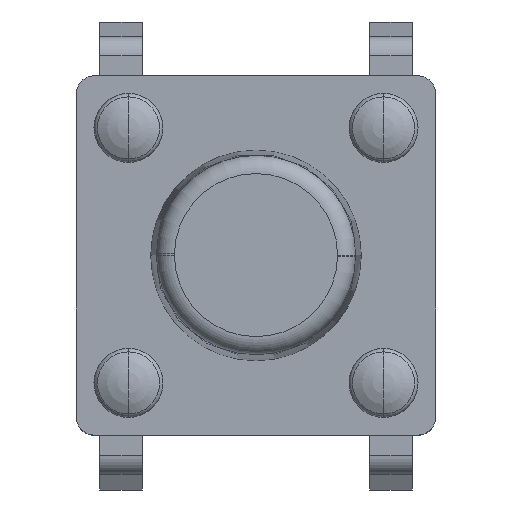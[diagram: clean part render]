
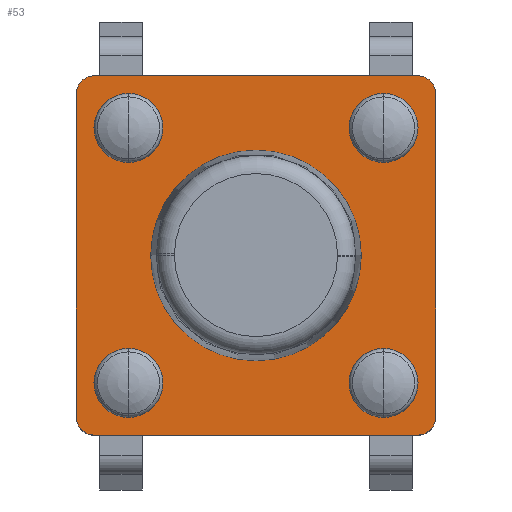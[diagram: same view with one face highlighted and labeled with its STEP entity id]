
A CAD part, top view. The second image highlights one B-rep face of the part: STEP entity #53.
In plain terms, the highlighted planar face has unit normal (0, 0, 1).
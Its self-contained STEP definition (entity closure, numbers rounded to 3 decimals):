
#53=ADVANCED_FACE('',(#162,#163,#164,#165,#166,#167),#168,.F.);
#162=FACE_OUTER_BOUND('',#373,.T.);
#163=FACE_BOUND('',#374,.T.);
#164=FACE_BOUND('',#375,.T.);
#165=FACE_BOUND('',#376,.T.);
#166=FACE_BOUND('',#377,.T.);
#167=FACE_BOUND('',#378,.T.);
#168=PLANE('',#379);
#373=EDGE_LOOP('',(#621,#622,#623,#624,#625,#626,#627,#628));
#374=EDGE_LOOP('',(#629,#630));
#375=EDGE_LOOP('',(#631,#632));
#376=EDGE_LOOP('',(#633,#634));
#377=EDGE_LOOP('',(#635,#636));
#378=EDGE_LOOP('',(#637,#638));
#379=AXIS2_PLACEMENT_3D('',#639,#640,#641);
#621=ORIENTED_EDGE('',*,*,#1417,.F.);
#622=ORIENTED_EDGE('',*,*,#1418,.T.);
#623=ORIENTED_EDGE('',*,*,#1419,.F.);
#624=ORIENTED_EDGE('',*,*,#1420,.T.);
#625=ORIENTED_EDGE('',*,*,#1421,.F.);
#626=ORIENTED_EDGE('',*,*,#1422,.T.);
#627=ORIENTED_EDGE('',*,*,#1423,.F.);
#628=ORIENTED_EDGE('',*,*,#1424,.T.);
#629=ORIENTED_EDGE('',*,*,#1416,.T.);
#630=ORIENTED_EDGE('',*,*,#1414,.T.);
#631=ORIENTED_EDGE('',*,*,#1425,.F.);
#632=ORIENTED_EDGE('',*,*,#1426,.F.);
#633=ORIENTED_EDGE('',*,*,#1427,.T.);
#634=ORIENTED_EDGE('',*,*,#1428,.T.);
#635=ORIENTED_EDGE('',*,*,#1429,.F.);
#636=ORIENTED_EDGE('',*,*,#1430,.F.);
#637=ORIENTED_EDGE('',*,*,#1431,.T.);
#638=ORIENTED_EDGE('',*,*,#1432,.T.);
#639=CARTESIAN_POINT('',(0.0,0.0,-3.4));
#640=DIRECTION('',(0.0,0.0,-1.0));
#641=DIRECTION('',(0.0,-1.0,0.0));
#1414=EDGE_CURVE('',#1687,#1685,#1688,.T.);
#1416=EDGE_CURVE('',#1685,#1687,#1690,.T.);
#1417=EDGE_CURVE('',#1691,#1692,#1693,.T.);
#1418=EDGE_CURVE('',#1691,#1694,#1695,.T.);
#1419=EDGE_CURVE('',#1696,#1694,#1697,.T.);
#1420=EDGE_CURVE('',#1696,#1698,#1699,.T.);
#1421=EDGE_CURVE('',#1700,#1698,#1701,.T.);
#1422=EDGE_CURVE('',#1700,#1702,#1703,.T.);
#1423=EDGE_CURVE('',#1704,#1702,#1705,.T.);
#1424=EDGE_CURVE('',#1704,#1692,#1706,.T.);
#1425=EDGE_CURVE('',#1707,#1708,#1709,.T.);
#1426=EDGE_CURVE('',#1708,#1707,#1710,.T.);
#1427=EDGE_CURVE('',#1711,#1712,#1713,.T.);
#1428=EDGE_CURVE('',#1712,#1711,#1714,.T.);
#1429=EDGE_CURVE('',#1715,#1716,#1717,.T.);
#1430=EDGE_CURVE('',#1716,#1715,#1718,.T.);
#1431=EDGE_CURVE('',#1719,#1720,#1721,.T.);
#1432=EDGE_CURVE('',#1720,#1719,#1722,.T.);
#1685=VERTEX_POINT('',#2123);
#1687=VERTEX_POINT('',#2126);
#1688=CIRCLE('',#2127,1.755);
#1690=CIRCLE('',#2130,1.755);
#1691=VERTEX_POINT('',#2131);
#1692=VERTEX_POINT('',#2132);
#1693=LINE('',#2133,#2134);
#1694=VERTEX_POINT('',#2135);
#1695=CIRCLE('',#2136,0.3);
#1696=VERTEX_POINT('',#2137);
#1697=LINE('',#2138,#2139);
#1698=VERTEX_POINT('',#2140);
#1699=CIRCLE('',#2141,0.3);
#1700=VERTEX_POINT('',#2142);
#1701=LINE('',#2143,#2144);
#1702=VERTEX_POINT('',#2145);
#1703=CIRCLE('',#2146,0.3);
#1704=VERTEX_POINT('',#2147);
#1705=LINE('',#2148,#2149);
#1706=CIRCLE('',#2150,0.3);
#1707=VERTEX_POINT('',#2151);
#1708=VERTEX_POINT('',#2152);
#1709=CIRCLE('',#2153,0.575);
#1710=CIRCLE('',#2154,0.575);
#1711=VERTEX_POINT('',#2155);
#1712=VERTEX_POINT('',#2156);
#1713=CIRCLE('',#2157,0.575);
#1714=CIRCLE('',#2158,0.575);
#1715=VERTEX_POINT('',#2159);
#1716=VERTEX_POINT('',#2160);
#1717=CIRCLE('',#2161,0.575);
#1718=CIRCLE('',#2162,0.575);
#1719=VERTEX_POINT('',#2163);
#1720=VERTEX_POINT('',#2164);
#1721=CIRCLE('',#2165,0.575);
#1722=CIRCLE('',#2166,0.575);
#2123=CARTESIAN_POINT('',(1.755,0.0,-3.4));
#2126=CARTESIAN_POINT('',(-1.755,0.0,-3.4));
#2127=AXIS2_PLACEMENT_3D('',#2756,#2757,#2758);
#2130=AXIS2_PLACEMENT_3D('',#2760,#2761,#2762);
#2131=CARTESIAN_POINT('',(2.695,-2.995,-3.4));
#2132=CARTESIAN_POINT('',(-2.695,-2.995,-3.4));
#2133=CARTESIAN_POINT('',(2.695,-2.995,-3.4));
#2134=VECTOR('',#2763,5.39);
#2135=CARTESIAN_POINT('',(2.995,-2.695,-3.4));
#2136=AXIS2_PLACEMENT_3D('',#2764,#2765,#2766);
#2137=CARTESIAN_POINT('',(2.995,2.695,-3.4));
#2138=CARTESIAN_POINT('',(2.995,2.695,-3.4));
#2139=VECTOR('',#2767,5.39);
#2140=CARTESIAN_POINT('',(2.695,2.995,-3.4));
#2141=AXIS2_PLACEMENT_3D('',#2768,#2769,#2770);
#2142=CARTESIAN_POINT('',(-2.695,2.995,-3.4));
#2143=CARTESIAN_POINT('',(-2.695,2.995,-3.4));
#2144=VECTOR('',#2771,5.39);
#2145=CARTESIAN_POINT('',(-2.995,2.695,-3.4));
#2146=AXIS2_PLACEMENT_3D('',#2772,#2773,#2774);
#2147=CARTESIAN_POINT('',(-2.995,-2.695,-3.4));
#2148=CARTESIAN_POINT('',(-2.995,-2.695,-3.4));
#2149=VECTOR('',#2775,5.39);
#2150=AXIS2_PLACEMENT_3D('',#2776,#2777,#2778);
#2151=CARTESIAN_POINT('',(1.55,2.125,-3.4));
#2152=CARTESIAN_POINT('',(2.7,2.125,-3.4));
#2153=AXIS2_PLACEMENT_3D('',#2779,#2780,#2781);
#2154=AXIS2_PLACEMENT_3D('',#2782,#2783,#2784);
#2155=CARTESIAN_POINT('',(-1.55,2.125,-3.4));
#2156=CARTESIAN_POINT('',(-2.7,2.125,-3.4));
#2157=AXIS2_PLACEMENT_3D('',#2785,#2786,#2787);
#2158=AXIS2_PLACEMENT_3D('',#2788,#2789,#2790);
#2159=CARTESIAN_POINT('',(-1.55,-2.125,-3.4));
#2160=CARTESIAN_POINT('',(-2.7,-2.125,-3.4));
#2161=AXIS2_PLACEMENT_3D('',#2791,#2792,#2793);
#2162=AXIS2_PLACEMENT_3D('',#2794,#2795,#2796);
#2163=CARTESIAN_POINT('',(1.55,-2.125,-3.4));
#2164=CARTESIAN_POINT('',(2.7,-2.125,-3.4));
#2165=AXIS2_PLACEMENT_3D('',#2797,#2798,#2799);
#2166=AXIS2_PLACEMENT_3D('',#2800,#2801,#2802);
#2756=CARTESIAN_POINT('',(0.0,0.0,-3.4));
#2757=DIRECTION('',(0.0,0.0,-1.0));
#2758=DIRECTION('',(-1.0,0.0,0.0));
#2760=CARTESIAN_POINT('',(0.0,0.0,-3.4));
#2761=DIRECTION('',(0.0,0.0,-1.0));
#2762=DIRECTION('',(1.0,0.0,0.0));
#2763=DIRECTION('',(-1.0,0.0,0.0));
#2764=CARTESIAN_POINT('',(2.695,-2.695,-3.4));
#2765=DIRECTION('',(0.0,0.0,1.0));
#2766=DIRECTION('',(0.0,-1.0,0.0));
#2767=DIRECTION('',(0.0,-1.0,0.0));
#2768=CARTESIAN_POINT('',(2.695,2.695,-3.4));
#2769=DIRECTION('',(0.0,0.0,1.0));
#2770=DIRECTION('',(1.0,0.0,0.0));
#2771=DIRECTION('',(1.0,0.0,0.0));
#2772=CARTESIAN_POINT('',(-2.695,2.695,-3.4));
#2773=DIRECTION('',(0.0,-0.0,1.0));
#2774=DIRECTION('',(0.0,1.0,0.0));
#2775=DIRECTION('',(0.0,1.0,0.0));
#2776=CARTESIAN_POINT('',(-2.695,-2.695,-3.4));
#2777=DIRECTION('',(0.0,0.0,1.0));
#2778=DIRECTION('',(-1.0,0.0,0.0));
#2779=CARTESIAN_POINT('',(2.125,2.125,-3.4));
#2780=DIRECTION('',(0.0,0.0,1.0));
#2781=DIRECTION('',(-1.0,0.0,0.0));
#2782=CARTESIAN_POINT('',(2.125,2.125,-3.4));
#2783=DIRECTION('',(0.0,0.0,1.0));
#2784=DIRECTION('',(1.0,0.0,0.0));
#2785=CARTESIAN_POINT('',(-2.125,2.125,-3.4));
#2786=DIRECTION('',(0.0,0.0,-1.0));
#2787=DIRECTION('',(1.0,0.0,0.0));
#2788=CARTESIAN_POINT('',(-2.125,2.125,-3.4));
#2789=DIRECTION('',(0.0,0.0,-1.0));
#2790=DIRECTION('',(-1.0,0.0,0.0));
#2791=CARTESIAN_POINT('',(-2.125,-2.125,-3.4));
#2792=DIRECTION('',(0.0,0.0,1.0));
#2793=DIRECTION('',(1.0,0.0,0.0));
#2794=CARTESIAN_POINT('',(-2.125,-2.125,-3.4));
#2795=DIRECTION('',(0.0,0.0,1.0));
#2796=DIRECTION('',(-1.0,0.0,0.0));
#2797=CARTESIAN_POINT('',(2.125,-2.125,-3.4));
#2798=DIRECTION('',(0.0,0.0,-1.0));
#2799=DIRECTION('',(-1.0,0.0,0.0));
#2800=CARTESIAN_POINT('',(2.125,-2.125,-3.4));
#2801=DIRECTION('',(0.0,0.0,-1.0));
#2802=DIRECTION('',(1.0,0.0,0.0));
